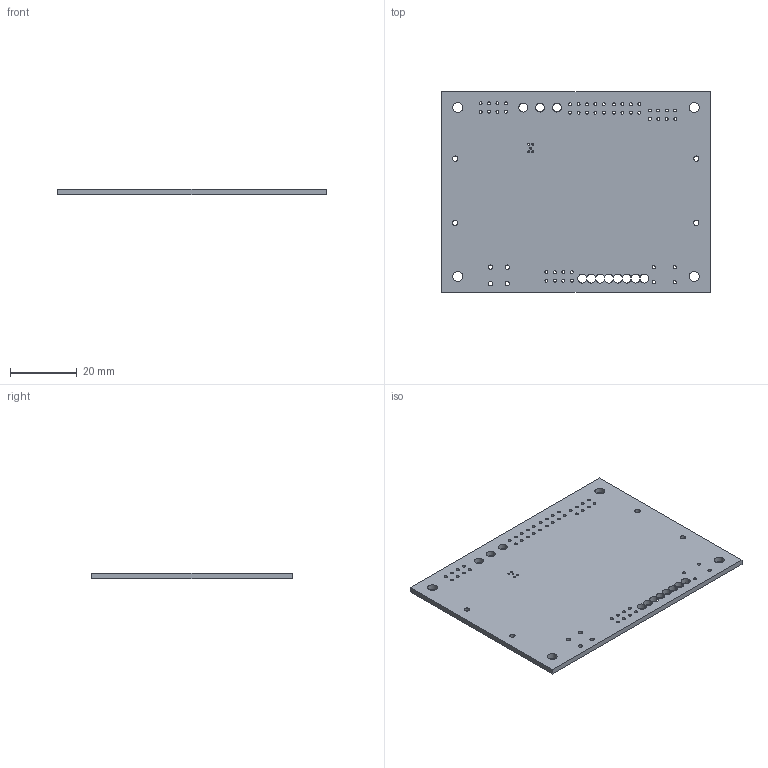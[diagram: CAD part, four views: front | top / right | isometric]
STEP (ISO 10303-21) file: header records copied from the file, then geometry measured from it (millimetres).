
FILE_DESCRIPTION(('KiCad electronic assembly'),'2;1');
FILE_NAME('LION2CELL01D.step','2022-07-20T11:28:42',('Pcbnew'),('Kicad') ,'Open CASCADE STEP processor 7.5','KiCad to STEP converter','Unknown' );
FILE_SCHEMA(('AUTOMOTIVE_DESIGN { 1 0 10303 214 1 1 1 1 }'));
Length unit declared in the file: millimetre
Products named in the file (2): LION2CELL01D 1; LION2CELL01D PCB
Assembly tree (1 placements, depth 2):
  LION2CELL01D 1
    LION2CELL01D PCB
Bounding box: 80.77 x 60.45 x 1.6 mm (x, y, z)
Volume: 7596.3 mm3; surface area: 10428.6 mm2
Topology: 1 solids, 1 shells, 87 faces, 255 edges, 170 vertices
Faces by surface type: cylinder 81, plane 6
Full cylindrical faces by diameter (mm): 0.6 x5, 0.889 x42, 1 x4, 1.3 x4, 1.6 x4, 2.7 x3, 3 x4
Entity records: 6593 total; most frequent: DIRECTION 1077, CARTESIAN_POINT 1052, ORIENTED_EDGE 510, PCURVE 510, DEFINITIONAL_REPRESENTATION 510, LINE 413, VECTOR 413, CIRCLE 324
